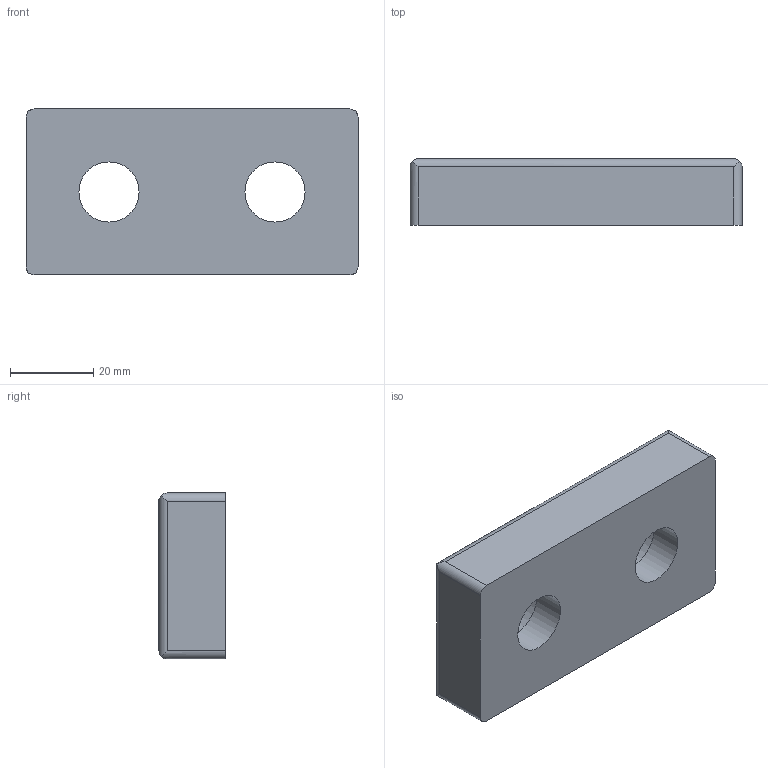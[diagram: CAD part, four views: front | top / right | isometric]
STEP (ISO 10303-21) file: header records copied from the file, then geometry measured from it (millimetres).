
FILE_DESCRIPTION( ( 'STEP AP214' ), '1' );
FILE_NAME( 'K1057.1040802160.stp', '2020-12-10T09:32:19', ( '' ), ( '' ), ' ', 'PARTsolutions', ' ' );
FILE_SCHEMA( ( 'AUTOMOTIVE_DESIGN { 1 0 10303 214 1 1 1 1 }' ) );
Length unit declared in the file: millimetre
Products named in the file (1): _K1057.1040802160
Bounding box: 80 x 16 x 40 mm (x, y, z)
Volume: 43277.8 mm3; surface area: 11050 mm2
Topology: 1 solids, 1 shells, 20 faces, 48 edges, 32 vertices
Faces by surface type: cylinder 12, plane 8
Full cylindrical faces by diameter (mm): 14.5 x2, 20 x2
Entity records: 760 total; most frequent: DIRECTION 110, CARTESIAN_POINT 97, ORIENTED_EDGE 88, AXIS2_PLACEMENT_3D 45, EDGE_CURVE 44, VERTEX_POINT 32, EDGE_LOOP 30, FACE_OUTER_BOUND 24
